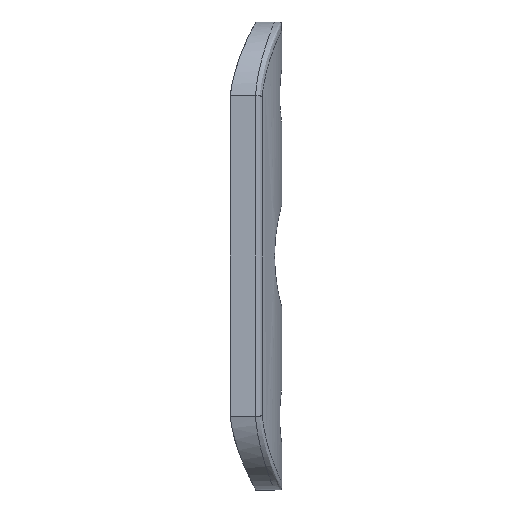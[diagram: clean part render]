
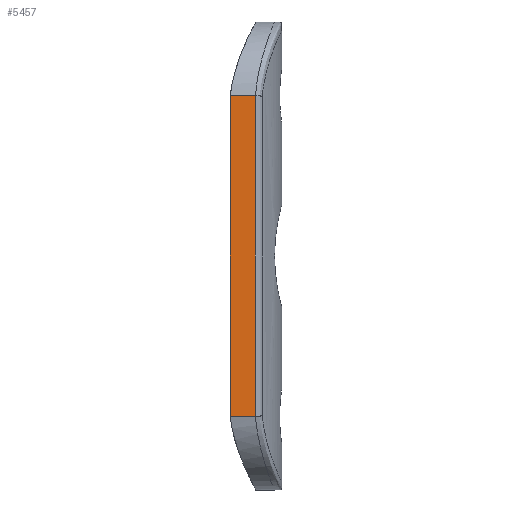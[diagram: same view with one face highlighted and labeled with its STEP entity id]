
A CAD part, left-side view. The second image highlights one B-rep face of the part: STEP entity #5457.
In plain terms, the highlighted planar face has unit normal (-1, 0, 0).
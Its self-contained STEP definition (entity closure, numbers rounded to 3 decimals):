
#57 = FACE_OUTER_BOUND ( 'NONE', #79, .T. ) ;
#79 = EDGE_LOOP ( 'NONE', ( #2998, #6027, #1946, #6893, #1075, #2160 ) ) ;
#274 = CARTESIAN_POINT ( 'NONE',  ( -11.941, 3.57, 10. ) ) ;
#545 = LINE ( 'NONE', #3470, #2647 ) ;
#692 = EDGE_CURVE ( 'NONE', #4422, #834, #545, .T. ) ;
#811 = PLANE ( 'NONE',  #2841 ) ;
#831 = DIRECTION ( 'NONE',  ( 0., 0., -1. ) ) ;
#834 = VERTEX_POINT ( 'NONE', #2441 ) ;
#1075 = ORIENTED_EDGE ( 'NONE', *, *, #692, .T. ) ;
#1373 = DIRECTION ( 'NONE',  ( 0., 0., -1. ) ) ;
#1551 = CARTESIAN_POINT ( 'NONE',  ( -11.941, 3.57, 53.4 ) ) ;
#1624 = CARTESIAN_POINT ( 'NONE',  ( -11.941, 3.579, 53.4 ) ) ;
#1777 = EDGE_CURVE ( 'NONE', #5474, #3279, #3029, .T. ) ;
#1946 = ORIENTED_EDGE ( 'NONE', *, *, #4525, .T. ) ;
#1996 = CARTESIAN_POINT ( 'NONE',  ( -11.941, 0., 53.4 ) ) ;
#2059 = VECTOR ( 'NONE', #5861, 1000. ) ;
#2160 = ORIENTED_EDGE ( 'NONE', *, *, #3233, .F. ) ;
#2405 = CARTESIAN_POINT ( 'NONE',  ( -11.941, 3.57, 10. ) ) ;
#2441 = CARTESIAN_POINT ( 'NONE',  ( -11.941, 7., 10. ) ) ;
#2548 = CARTESIAN_POINT ( 'NONE',  ( -11.941, 3.57, 38.933 ) ) ;
#2647 = VECTOR ( 'NONE', #831, 1000. ) ;
#2841 = AXIS2_PLACEMENT_3D ( 'NONE', #6140, #2942, #1373 ) ;
#2938 = CARTESIAN_POINT ( 'NONE',  ( -11.941, 3.579, 10. ) ) ;
#2942 = DIRECTION ( 'NONE',  ( 1., 0., 0. ) ) ;
#2946 = B_SPLINE_CURVE_WITH_KNOTS ( 'NONE', 3,
 ( #274, #5112, #2548, #5692 ),
 .UNSPECIFIED., .F., .F.,
 ( 4, 4 ),
 ( 0., 1. ),
 .UNSPECIFIED. ) ;
#2998 = ORIENTED_EDGE ( 'NONE', *, *, #1777, .F. ) ;
#3029 =( BOUNDED_CURVE ( )  B_SPLINE_CURVE ( 2, ( #2405, #6712, #2938 ),
 .UNSPECIFIED., .F., .F. ) 
 B_SPLINE_CURVE_WITH_KNOTS ( ( 3, 3 ),
 ( 0., 1. ),
 .UNSPECIFIED. ) 
 CURVE ( )  GEOMETRIC_REPRESENTATION_ITEM ( )  RATIONAL_B_SPLINE_CURVE ( ( 1.01, 1.005, 1. ) ) 
 REPRESENTATION_ITEM ( '' )  );
#3233 = EDGE_CURVE ( 'NONE', #3279, #834, #5059, .T. ) ;
#3279 = VERTEX_POINT ( 'NONE', #6919 ) ;
#3470 = CARTESIAN_POINT ( 'NONE',  ( -11.941, 7., 63.4 ) ) ;
#3630 = EDGE_CURVE ( 'NONE', #5474, #5241, #2946, .T. ) ;
#3680 = B_SPLINE_CURVE_WITH_KNOTS ( 'NONE', 3,
 ( #1551, #4241, #5297, #1624 ),
 .UNSPECIFIED., .F., .F.,
 ( 4, 4 ),
 ( 0., 1. ),
 .UNSPECIFIED. ) ;
#4241 = CARTESIAN_POINT ( 'NONE',  ( -11.941, 3.573, 53.4 ) ) ;
#4420 = CARTESIAN_POINT ( 'NONE',  ( -11.941, 7., 53.4 ) ) ;
#4422 = VERTEX_POINT ( 'NONE', #4420 ) ;
#4525 = EDGE_CURVE ( 'NONE', #5241, #5740, #3680, .T. ) ;
#4849 = CARTESIAN_POINT ( 'NONE',  ( -11.941, 3.57, 53.4 ) ) ;
#5059 = LINE ( 'NONE', #6380, #2059 ) ;
#5112 = CARTESIAN_POINT ( 'NONE',  ( -11.941, 3.57, 24.467 ) ) ;
#5134 = VECTOR ( 'NONE', #5157, 1000. ) ;
#5157 = DIRECTION ( 'NONE',  ( 0., 1., 0. ) ) ;
#5241 = VERTEX_POINT ( 'NONE', #4849 ) ;
#5297 = CARTESIAN_POINT ( 'NONE',  ( -11.941, 3.576, 53.4 ) ) ;
#5457 = ADVANCED_FACE ( 'NONE', ( #57 ), #811, .F. ) ;
#5474 = VERTEX_POINT ( 'NONE', #5624 ) ;
#5624 = CARTESIAN_POINT ( 'NONE',  ( -11.941, 3.57, 10. ) ) ;
#5676 = EDGE_CURVE ( 'NONE', #5740, #4422, #6134, .T. ) ;
#5691 = CARTESIAN_POINT ( 'NONE',  ( -11.941, 3.579, 53.4 ) ) ;
#5692 = CARTESIAN_POINT ( 'NONE',  ( -11.941, 3.57, 53.4 ) ) ;
#5740 = VERTEX_POINT ( 'NONE', #5691 ) ;
#5861 = DIRECTION ( 'NONE',  ( 0., 1., 0. ) ) ;
#6027 = ORIENTED_EDGE ( 'NONE', *, *, #3630, .T. ) ;
#6134 = LINE ( 'NONE', #1996, #5134 ) ;
#6140 = CARTESIAN_POINT ( 'NONE',  ( -11.941, 2.958, 63.4 ) ) ;
#6380 = CARTESIAN_POINT ( 'NONE',  ( -11.941, 0., 10. ) ) ;
#6712 = CARTESIAN_POINT ( 'NONE',  ( -11.941, 3.575, 10. ) ) ;
#6893 = ORIENTED_EDGE ( 'NONE', *, *, #5676, .T. ) ;
#6919 = CARTESIAN_POINT ( 'NONE',  ( -11.941, 3.579, 10. ) ) ;
